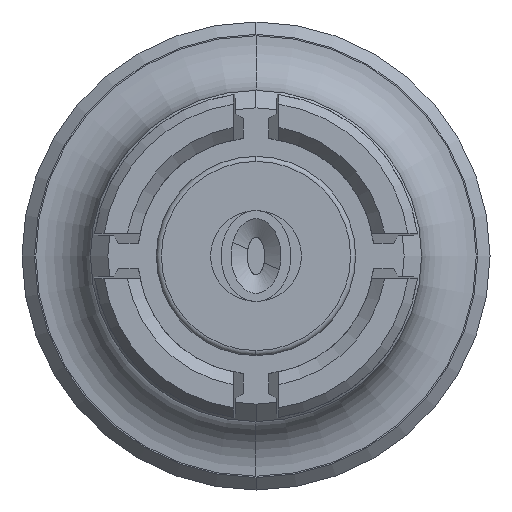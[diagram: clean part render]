
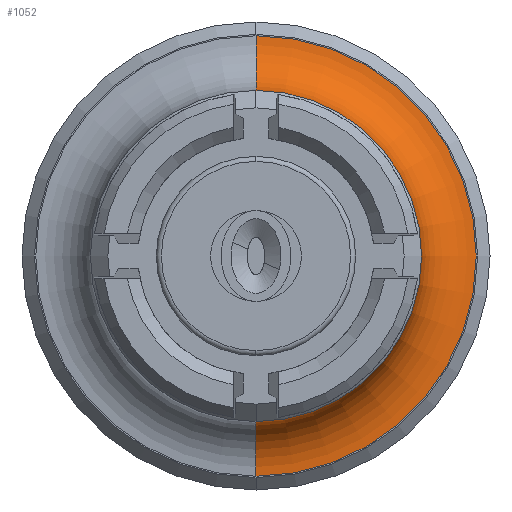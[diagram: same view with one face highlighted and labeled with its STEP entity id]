
A CAD part, left-side view. The second image highlights one B-rep face of the part: STEP entity #1052.
In plain terms, the highlighted toroidal (fillet/blend) face has major radius 2.247 mm and minor radius 0.559 mm.
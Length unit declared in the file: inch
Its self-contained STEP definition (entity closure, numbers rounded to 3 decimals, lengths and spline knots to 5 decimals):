
#133 = CARTESIAN_POINT ( 'NONE',  ( 0.118, 0., 0.08846 ) ) ;
#142 = DIRECTION ( 'NONE',  ( 0., 0., -1. ) ) ;
#239 = AXIS2_PLACEMENT_3D ( 'NONE', #133, #1751, #142 ) ;
#326 = VERTEX_POINT ( 'NONE', #1489 ) ;
#340 = DIRECTION ( 'NONE',  ( 1., 0., 0. ) ) ;
#445 = DIRECTION ( 'NONE',  ( 0., 0., 1. ) ) ;
#529 = ORIENTED_EDGE ( 'NONE', *, *, #2010, .F. ) ;
#592 = DIRECTION ( 'NONE',  ( 0., 0., 1. ) ) ;
#598 = DIRECTION ( 'NONE',  ( 0., 0., -1. ) ) ;
#708 = ORIENTED_EDGE ( 'NONE', *, *, #2991, .T. ) ;
#838 = EDGE_LOOP ( 'NONE', ( #708, #3247, #529, #2050 ) ) ;
#910 = AXIS2_PLACEMENT_3D ( 'NONE', #2021, #1518, #445 ) ;
#964 = CARTESIAN_POINT ( 'NONE',  ( 0.11936, 0., 0.0665 ) ) ;
#1052 = ADVANCED_FACE ( 'NONE', ( #1791 ), #2236, .F. ) ;
#1097 = CARTESIAN_POINT ( 'NONE',  ( 0.11936, 0., 0. ) ) ;
#1147 = CIRCLE ( 'NONE', #1861, 0.022 ) ;
#1179 = VERTEX_POINT ( 'NONE', #1499 ) ;
#1270 = DIRECTION ( 'NONE',  ( 0., 0., 1. ) ) ;
#1322 = EDGE_CURVE ( 'NONE', #1522, #326, #1147, .T. ) ;
#1353 = AXIS2_PLACEMENT_3D ( 'NONE', #3228, #340, #592 ) ;
#1359 = DIRECTION ( 'NONE',  ( 1., 0., 0. ) ) ;
#1489 = CARTESIAN_POINT ( 'NONE',  ( 0.14, 0., -0.08846 ) ) ;
#1499 = CARTESIAN_POINT ( 'NONE',  ( 0.14, 0., 0.08846 ) ) ;
#1518 = DIRECTION ( 'NONE',  ( -1., 0., 0. ) ) ;
#1522 = VERTEX_POINT ( 'NONE', #2660 ) ;
#1535 = CIRCLE ( 'NONE', #2283, 0.0665 ) ;
#1751 = DIRECTION ( 'NONE',  ( 0., -1., 0. ) ) ;
#1771 = VERTEX_POINT ( 'NONE', #964 ) ;
#1791 = FACE_OUTER_BOUND ( 'NONE', #838, .T. ) ;
#1792 = DIRECTION ( 'NONE',  ( 0., 1., 0. ) ) ;
#1861 = AXIS2_PLACEMENT_3D ( 'NONE', #2845, #1792, #1270 ) ;
#2010 = EDGE_CURVE ( 'NONE', #1179, #326, #2726, .T. ) ;
#2021 = CARTESIAN_POINT ( 'NONE',  ( 0.118, 0., 0. ) ) ;
#2050 = ORIENTED_EDGE ( 'NONE', *, *, #3193, .F. ) ;
#2236 = TOROIDAL_SURFACE ( 'NONE', #910, 0.08846, 0.022 ) ;
#2283 = AXIS2_PLACEMENT_3D ( 'NONE', #1097, #1359, #598 ) ;
#2660 = CARTESIAN_POINT ( 'NONE',  ( 0.11936, 0., -0.0665 ) ) ;
#2726 = CIRCLE ( 'NONE', #1353, 0.08846 ) ;
#2845 = CARTESIAN_POINT ( 'NONE',  ( 0.118, 0., -0.08846 ) ) ;
#2991 = EDGE_CURVE ( 'NONE', #1771, #1522, #1535, .T. ) ;
#3193 = EDGE_CURVE ( 'NONE', #1771, #1179, #3294, .T. ) ;
#3228 = CARTESIAN_POINT ( 'NONE',  ( 0.14, 0., 0. ) ) ;
#3247 = ORIENTED_EDGE ( 'NONE', *, *, #1322, .T. ) ;
#3294 = CIRCLE ( 'NONE', #239, 0.022 ) ;
